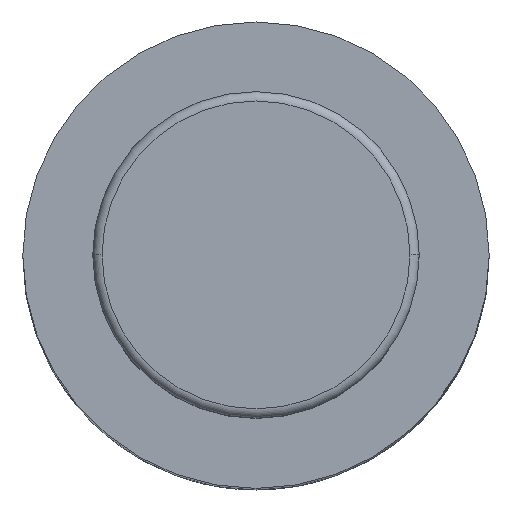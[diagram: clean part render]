
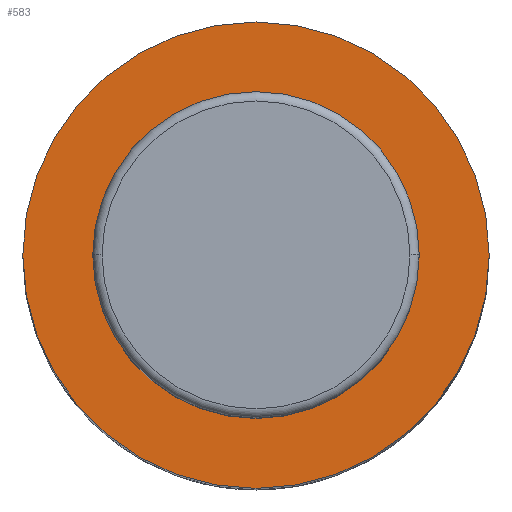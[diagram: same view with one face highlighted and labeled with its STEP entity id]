
A CAD part, top view. The second image highlights one B-rep face of the part: STEP entity #583.
In plain terms, the highlighted planar face has unit normal (0, 0, 1).
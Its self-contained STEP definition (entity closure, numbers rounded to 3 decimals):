
#93 = CARTESIAN_POINT ( 'NONE',  ( 25., 0., 97. ) ) ;
#161 = EDGE_CURVE ( 'NONE', #579, #414, #1975, .T. ) ;
#290 = DIRECTION ( 'NONE',  ( 0., 0., 1. ) ) ;
#337 = CARTESIAN_POINT ( 'NONE',  ( 0., 0., 97. ) ) ;
#351 = CARTESIAN_POINT ( 'NONE',  ( 0., 0., 97. ) ) ;
#363 = AXIS2_PLACEMENT_3D ( 'NONE', #337, #1598, #510 ) ;
#414 = VERTEX_POINT ( 'NONE', #1908 ) ;
#475 = ORIENTED_EDGE ( 'NONE', *, *, #798, .F. ) ;
#506 = VERTEX_POINT ( 'NONE', #1350 ) ;
#510 = DIRECTION ( 'NONE',  ( -1., 0., 0. ) ) ;
#514 = VERTEX_POINT ( 'NONE', #1713 ) ;
#522 = AXIS2_PLACEMENT_3D ( 'NONE', #1382, #290, #1560 ) ;
#524 = DIRECTION ( 'NONE',  ( -1., 0., 0. ) ) ;
#579 = VERTEX_POINT ( 'NONE', #93 ) ;
#583 = ADVANCED_FACE ( 'NONE', ( #2261, #1842 ), #1195, .T. ) ;
#701 = DIRECTION ( 'NONE',  ( 0., 0., -1. ) ) ;
#798 = EDGE_CURVE ( 'NONE', #414, #579, #2209, .T. ) ;
#853 = DIRECTION ( 'NONE',  ( 0., 0., -1. ) ) ;
#857 = EDGE_CURVE ( 'NONE', #514, #506, #1171, .T. ) ;
#944 = AXIS2_PLACEMENT_3D ( 'NONE', #351, #1612, #524 ) ;
#1171 = CIRCLE ( 'NONE', #2225, 17.5 ) ;
#1195 = PLANE ( 'NONE',  #522 ) ;
#1222 = EDGE_CURVE ( 'NONE', #506, #514, #1332, .T. ) ;
#1229 = AXIS2_PLACEMENT_3D ( 'NONE', #1917, #853, #2088 ) ;
#1332 = CIRCLE ( 'NONE', #944, 17.5 ) ;
#1350 = CARTESIAN_POINT ( 'NONE',  ( 17.5, 0., 97. ) ) ;
#1358 = EDGE_LOOP ( 'NONE', ( #475, #1506 ) ) ;
#1382 = CARTESIAN_POINT ( 'NONE',  ( -17.5, 0., 97. ) ) ;
#1506 = ORIENTED_EDGE ( 'NONE', *, *, #161, .F. ) ;
#1560 = DIRECTION ( 'NONE',  ( 1., 0., 0. ) ) ;
#1598 = DIRECTION ( 'NONE',  ( 0., 0., -1. ) ) ;
#1612 = DIRECTION ( 'NONE',  ( 0., 0., -1. ) ) ;
#1637 = EDGE_LOOP ( 'NONE', ( #2155, #1688 ) ) ;
#1688 = ORIENTED_EDGE ( 'NONE', *, *, #1222, .T. ) ;
#1713 = CARTESIAN_POINT ( 'NONE',  ( -17.5, 0., 97. ) ) ;
#1790 = CARTESIAN_POINT ( 'NONE',  ( 0., 0., 97. ) ) ;
#1842 = FACE_OUTER_BOUND ( 'NONE', #1358, .T. ) ;
#1908 = CARTESIAN_POINT ( 'NONE',  ( -25., 0., 97. ) ) ;
#1917 = CARTESIAN_POINT ( 'NONE',  ( 0., 0., 97. ) ) ;
#1955 = DIRECTION ( 'NONE',  ( -1., 0., 0. ) ) ;
#1975 = CIRCLE ( 'NONE', #1229, 25. ) ;
#2088 = DIRECTION ( 'NONE',  ( -1., 0., 0. ) ) ;
#2155 = ORIENTED_EDGE ( 'NONE', *, *, #857, .T. ) ;
#2209 = CIRCLE ( 'NONE', #363, 25. ) ;
#2225 = AXIS2_PLACEMENT_3D ( 'NONE', #1790, #701, #1955 ) ;
#2261 = FACE_BOUND ( 'NONE', #1637, .T. ) ;
